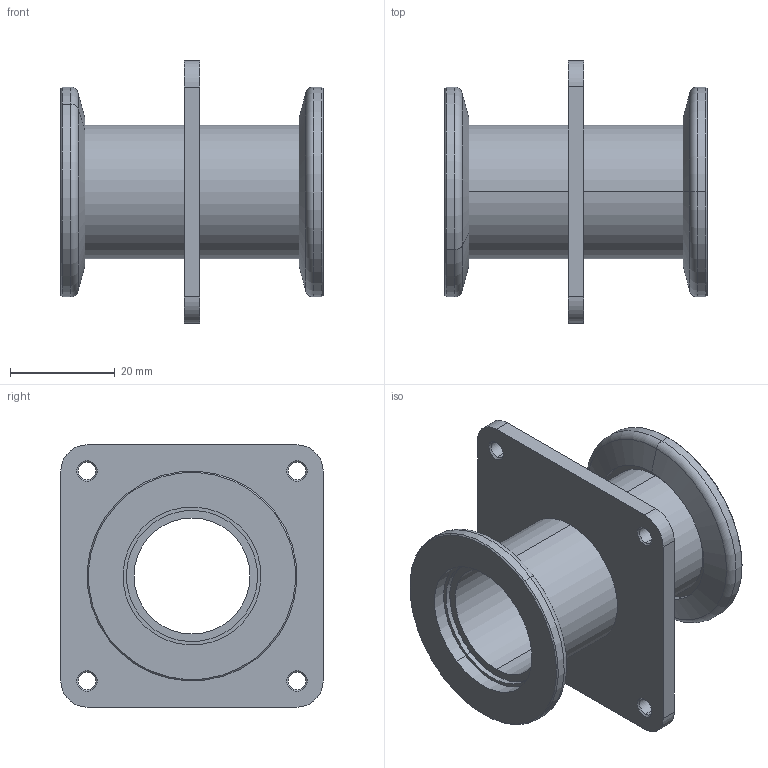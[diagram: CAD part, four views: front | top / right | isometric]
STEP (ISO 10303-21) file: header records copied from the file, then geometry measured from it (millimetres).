
FILE_DESCRIPTION (( 'STEP AP214' ), '1' );
FILE_NAME ('Hositrad_KF25-BH.STEP', '2011-09-29T12:29:16', ( '' ), ( '' ), 'SwSTEP 2.0', 'SolidWorks 2011', '' );
FILE_SCHEMA (( 'AUTOMOTIVE_DESIGN' ));
Length unit declared in the file: millimetre
Products named in the file (5): Hositrad_KF25-BH; Bulkhead-plate; Tube-full-N_L43; KF25-WS_KF25-28Ws; KS-25
Assembly tree (5 placements, depth 3):
  Hositrad_KF25-BH
    KS-25
      Tube-full-N_L43
      KF25-WS_KF25-28Ws  x2
    Bulkhead-plate
Bounding box: 50 x 50 x 50 mm (x, y, z)
Volume: 16449.4 mm3; surface area: 15964.2 mm2
Topology: 4 solids, 4 shells, 76 faces, 166 edges, 100 vertices
Faces by surface type: cylinder 34, cone 24, plane 14, torus 4
Entity records: 1864 total; most frequent: DIRECTION 342, CARTESIAN_POINT 280, ORIENTED_EDGE 264, AXIS2_PLACEMENT_3D 142, EDGE_CURVE 132, VERTEX_POINT 80, CIRCLE 74, EDGE_LOOP 74
